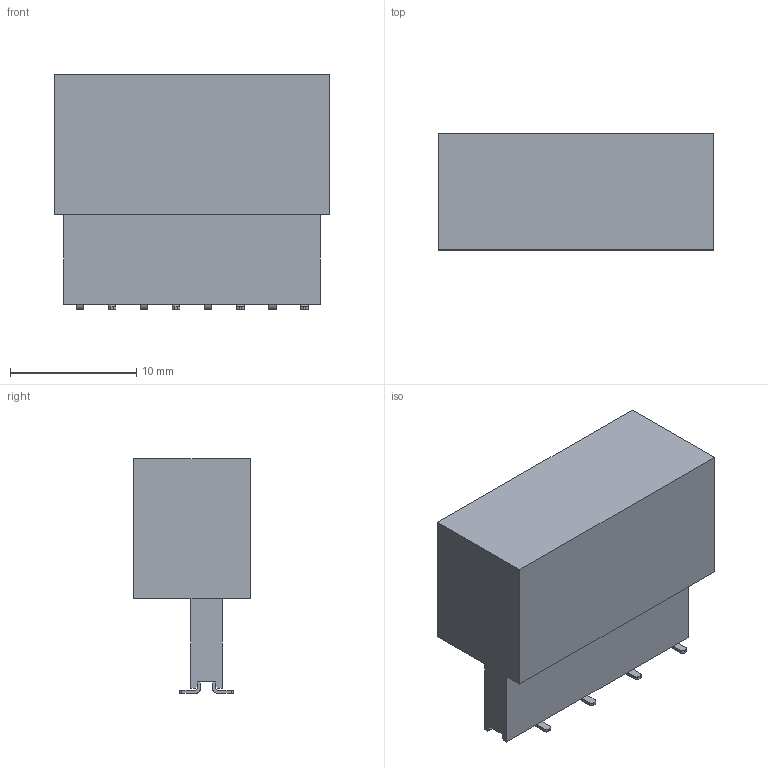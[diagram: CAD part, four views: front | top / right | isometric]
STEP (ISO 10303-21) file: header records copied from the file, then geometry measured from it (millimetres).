
FILE_DESCRIPTION(('FreeCAD Model'),'2;1');
FILE_NAME('DPBW06F-05 with header.step','2020-09-04T21:11:07',('Author') ,(''),'Open CASCADE STEP processor 7.3','FreeCAD','Unknown');
FILE_SCHEMA(('AUTOMOTIVE_DESIGN { 1 0 10303 214 1 1 1 1 }'));
Length unit declared in the file: millimetre
Products named in the file (2): DPBW06F_05; Compound
Bounding box: 21.8 x 9.2 x 18.6 mm (x, y, z)
Volume: 2474.5 mm3; surface area: 2239.5 mm2
Topology: 10 solids, 10 shells, 840 faces, 2279 edges, 1466 vertices
Faces by surface type: plane 481, cylinder 295, bspline 64
Full cylindrical faces by diameter (mm): 0.5 x7
Entity records: 67650 total; most frequent: CARTESIAN_POINT 16992, DIRECTION 8245, LINE 5249, VECTOR 5249, ORIENTED_EDGE 4558, PCURVE 4558, DEFINITIONAL_REPRESENTATION 4558, EDGE_CURVE 2279
